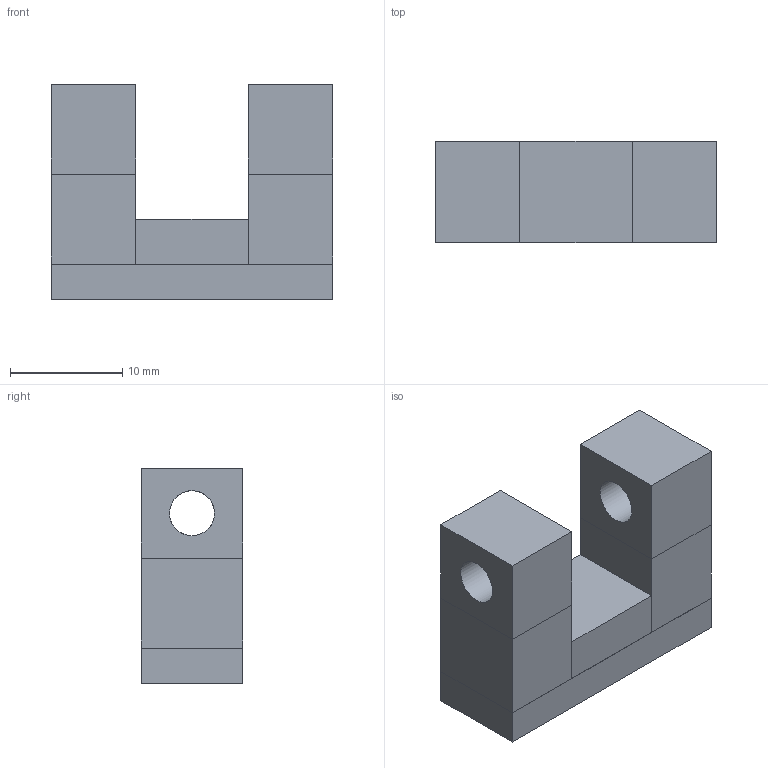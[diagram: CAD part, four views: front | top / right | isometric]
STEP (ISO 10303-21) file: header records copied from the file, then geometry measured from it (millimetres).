
FILE_DESCRIPTION ((), '1');
FILE_NAME ('Linear Slides Idler.stp', '2020-01-27T19:22:54', ('Unknown'), ('Unknown'), 'HarmonyWare STEP v2.1.0', 'Vectorworks', '');
FILE_SCHEMA (('CONFIG_CONTROL_DESIGN'));
Length unit declared in the file: millimetre
Bounding box: 25 x 9 x 19.18 mm (x, y, z)
Volume: 2757.8 mm3; surface area: 2910.7 mm2
Topology: 6 solids, 6 shells, 42 faces, 90 edges, 60 vertices
Faces by surface type: bspline 42
Entity records: 1227 total; most frequent: CARTESIAN_POINT 528, ORIENTED_EDGE 180, EDGE_CURVE 90, B_SPLINE_CURVE_WITH_KNOTS 78, VERTEX_POINT 60, EDGE_LOOP 54, FACE_OUTER_BOUND 42, ADVANCED_FACE 42
